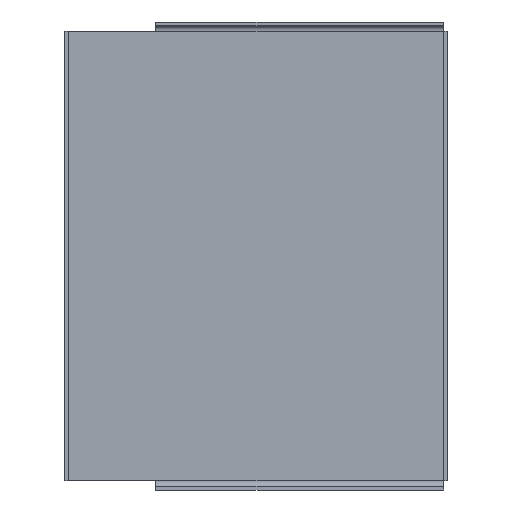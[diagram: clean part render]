
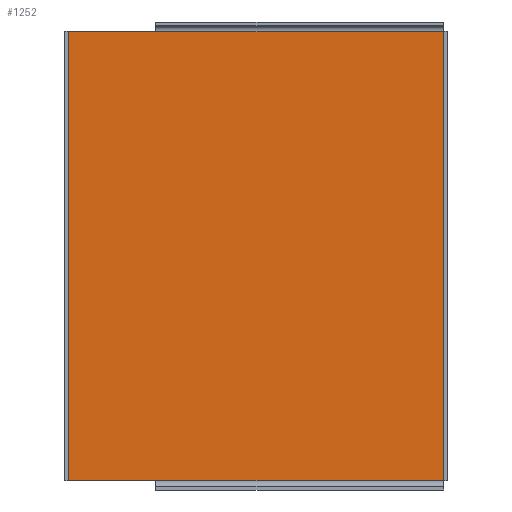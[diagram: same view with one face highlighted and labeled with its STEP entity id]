
A CAD part, left-side view. The second image highlights one B-rep face of the part: STEP entity #1252.
In plain terms, the highlighted planar face has unit normal (-1, 0, 0).
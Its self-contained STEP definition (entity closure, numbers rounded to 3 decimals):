
#3 = CARTESIAN_POINT ( 'NONE',  ( -0.8, 0.8, -50. ) ) ;
#9 = CARTESIAN_POINT ( 'NONE',  ( -0.8, 64.8, -50. ) ) ;
#17 = CARTESIAN_POINT ( 'NONE',  ( -0.8, 0.8, 50. ) ) ;
#41 = VECTOR ( 'NONE', #945, 1000. ) ;
#105 = FACE_OUTER_BOUND ( 'NONE', #612, .T. ) ;
#170 = VECTOR ( 'NONE', #1550, 1000. ) ;
#172 = LINE ( 'NONE', #1499, #170 ) ;
#193 = VECTOR ( 'NONE', #965, 1000. ) ;
#200 = LINE ( 'NONE', #911, #193 ) ;
#217 = VECTOR ( 'NONE', #890, 1000. ) ;
#220 = LINE ( 'NONE', #892, #217 ) ;
#237 = ORIENTED_EDGE ( 'NONE', *, *, #1203, .F. ) ;
#255 = LINE ( 'NONE', #1343, #374 ) ;
#260 = LINE ( 'NONE', #949, #277 ) ;
#277 = VECTOR ( 'NONE', #948, 1000. ) ;
#294 = LINE ( 'NONE', #947, #41 ) ;
#374 = VECTOR ( 'NONE', #1335, 1000. ) ;
#399 = ORIENTED_EDGE ( 'NONE', *, *, #1168, .T. ) ;
#417 = ORIENTED_EDGE ( 'NONE', *, *, #1113, .F. ) ;
#471 = VERTEX_POINT ( 'NONE', #17 ) ;
#562 = VERTEX_POINT ( 'NONE', #9 ) ;
#594 = ORIENTED_EDGE ( 'NONE', *, *, #1040, .F. ) ;
#599 = VERTEX_POINT ( 'NONE', #3 ) ;
#612 = EDGE_LOOP ( 'NONE', ( #399, #237, #594, #417, #717, #621 ) ) ;
#621 = ORIENTED_EDGE ( 'NONE', *, *, #1190, .T. ) ;
#629 = VERTEX_POINT ( 'NONE', #1309 ) ;
#682 = VERTEX_POINT ( 'NONE', #1325 ) ;
#717 = ORIENTED_EDGE ( 'NONE', *, *, #1114, .F. ) ;
#771 = VERTEX_POINT ( 'NONE', #1281 ) ;
#890 = DIRECTION ( 'NONE',  ( 0., -1., 0. ) ) ;
#892 = CARTESIAN_POINT ( 'NONE',  ( -0.8, 85., -50. ) ) ;
#911 = CARTESIAN_POINT ( 'NONE',  ( -0.8, 84.2, 50. ) ) ;
#945 = DIRECTION ( 'NONE',  ( 0., -1., 0. ) ) ;
#947 = CARTESIAN_POINT ( 'NONE',  ( -0.8, 85., 50. ) ) ;
#948 = DIRECTION ( 'NONE',  ( 0., -1., 0. ) ) ;
#949 = CARTESIAN_POINT ( 'NONE',  ( -0.8, 64.8, 50. ) ) ;
#965 = DIRECTION ( 'NONE',  ( 0., 0., -1. ) ) ;
#1040 = EDGE_CURVE ( 'NONE', #471, #599, #255, .T. ) ;
#1113 = EDGE_CURVE ( 'NONE', #771, #471, #260, .T. ) ;
#1114 = EDGE_CURVE ( 'NONE', #682, #771, #294, .T. ) ;
#1168 = EDGE_CURVE ( 'NONE', #629, #562, #220, .T. ) ;
#1170 = AXIS2_PLACEMENT_3D ( 'NONE', #1604, #1590, #1587 ) ;
#1190 = EDGE_CURVE ( 'NONE', #682, #629, #200, .T. ) ;
#1203 = EDGE_CURVE ( 'NONE', #599, #562, #172, .T. ) ;
#1252 = ADVANCED_FACE ( 'NONE', ( #105 ), #1553, .F. ) ;
#1281 = CARTESIAN_POINT ( 'NONE',  ( -0.8, 64.8, 50. ) ) ;
#1309 = CARTESIAN_POINT ( 'NONE',  ( -0.8, 84.2, -50. ) ) ;
#1325 = CARTESIAN_POINT ( 'NONE',  ( -0.8, 84.2, 50. ) ) ;
#1335 = DIRECTION ( 'NONE',  ( 0., 0., -1. ) ) ;
#1343 = CARTESIAN_POINT ( 'NONE',  ( -0.8, 0.8, 50. ) ) ;
#1499 = CARTESIAN_POINT ( 'NONE',  ( -0.8, 0.8, -50. ) ) ;
#1550 = DIRECTION ( 'NONE',  ( 0., 1., 0. ) ) ;
#1553 = PLANE ( 'NONE',  #1170 ) ;
#1587 = DIRECTION ( 'NONE',  ( 0., 1., 0. ) ) ;
#1590 = DIRECTION ( 'NONE',  ( 1., 0., 0. ) ) ;
#1604 = CARTESIAN_POINT ( 'NONE',  ( -0.8, 85., 50. ) ) ;
